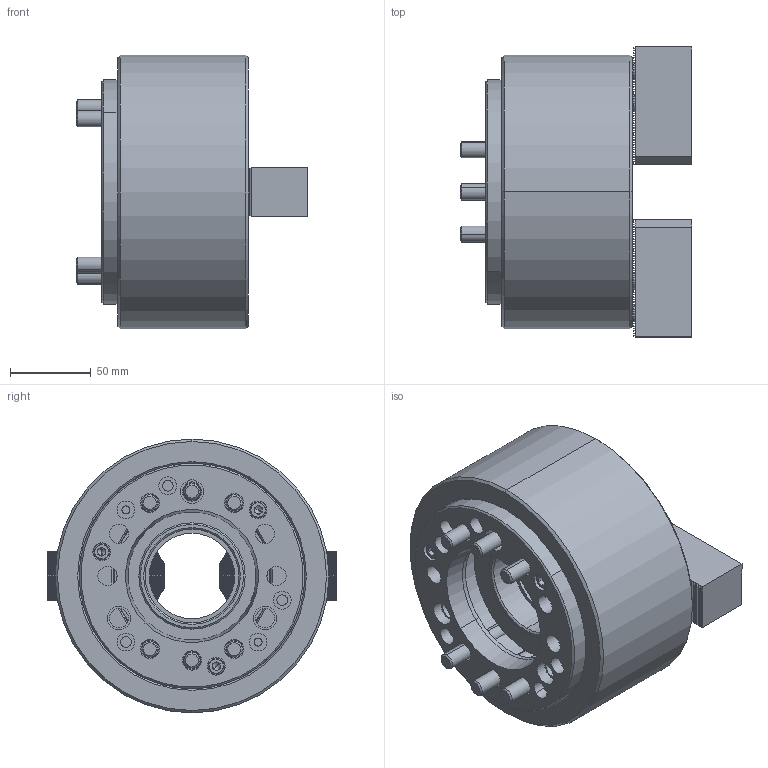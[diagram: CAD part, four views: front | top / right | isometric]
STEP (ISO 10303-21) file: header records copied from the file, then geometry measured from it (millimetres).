
FILE_DESCRIPTION (( 'STEP AP203' ), '1' );
FILE_NAME ('CF-2H-206A5.STEP', '2019-04-18T01:41:57', ( 'temp' ), ( '' ), 'SwSTEP 2.0', 'SolidWorks 2016', '' );
FILE_SCHEMA (( 'CONFIG_CONTROL_DESIGN' ));
Length unit declared in the file: millimetre
Products named in the file (10): 圓頭內六角螺栓_M10x25; CF-2H-206-02000; CF-SJ-06; CF-3H-06-11000-A5法蘭; 圓頭內六角螺栓_M10x95; 圓頭內六角螺栓_M6x20; CF-2H-206-01000; CF-2H-206A5; CF-2H-206-03000; 半圓頭六角孔螺栓_M5x10
Assembly tree (23 placements, depth 2):
  CF-2H-206A5
    CF-2H-206-01000
    CF-2H-206-03000
    半圓頭六角孔螺栓_M5x10  x4
    圓頭內六角螺栓_M10x25  x4
    CF-2H-206-02000
    CF-SJ-06  x2
    CF-3H-06-11000-A5法蘭
    圓頭內六角螺栓_M10x95  x6
    圓頭內六角螺栓_M6x20  x3
Bounding box: 144 x 180 x 170 mm (x, y, z)
Volume: 1773956.1 mm3; surface area: 268074.6 mm2
Topology: 23 solids, 23 shells, 1221 faces, 3208 edges, 2054 vertices
Faces by surface type: plane 696, cylinder 371, cone 138, torus 16
Entity records: 21726 total; most frequent: CARTESIAN_POINT 4601, ORIENTED_EDGE 3342, DIRECTION 3250, EDGE_CURVE 1671, AXIS2_PLACEMENT_3D 1168, VERTEX_POINT 1091, LINE 914, VECTOR 914
